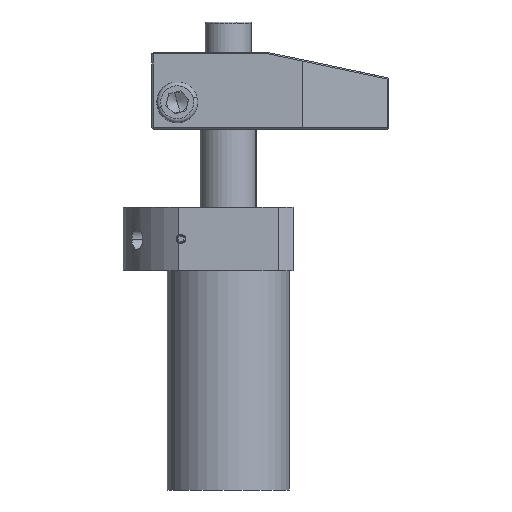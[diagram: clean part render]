
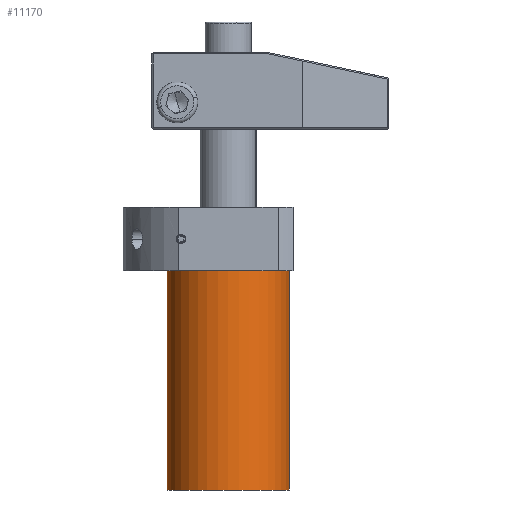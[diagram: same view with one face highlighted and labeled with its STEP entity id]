
A CAD part, front view. The second image highlights one B-rep face of the part: STEP entity #11170.
In plain terms, the highlighted cylindrical face has radius 24 mm (diameter 48 mm), a partial arc.
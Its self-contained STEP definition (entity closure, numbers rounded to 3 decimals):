
#78 = AXIS2_PLACEMENT_3D ( 'NONE', #14670, #16364, #9510 ) ;
#1326 = AXIS2_PLACEMENT_3D ( 'NONE', #19916, #9656, #21611 ) ;
#2226 = VERTEX_POINT ( 'NONE', #3860 ) ;
#2707 = ORIENTED_EDGE ( 'NONE', *, *, #21410, .F. ) ;
#2708 = ORIENTED_EDGE ( 'NONE', *, *, #20978, .T. ) ;
#3241 = AXIS2_PLACEMENT_3D ( 'NONE', #18677, #8360, #20376 ) ;
#3860 = CARTESIAN_POINT ( 'NONE',  ( -24., 0., 85.9 ) ) ;
#3900 = VECTOR ( 'NONE', #14508, 1000. ) ;
#7857 = ORIENTED_EDGE ( 'NONE', *, *, #11225, .F. ) ;
#8360 = DIRECTION ( 'NONE',  ( 0., 0., -1. ) ) ;
#8515 = FACE_OUTER_BOUND ( 'NONE', #16025, .T. ) ;
#8637 = CIRCLE ( 'NONE', #3241, 24. ) ;
#8909 = EDGE_CURVE ( 'NONE', #10982, #18223, #17657, .T. ) ;
#9510 = DIRECTION ( 'NONE',  ( 1., 0., 0. ) ) ;
#9624 = VERTEX_POINT ( 'NONE', #12301 ) ;
#9656 = DIRECTION ( 'NONE',  ( 0., 0., -1. ) ) ;
#10982 = VERTEX_POINT ( 'NONE', #14154 ) ;
#11170 = ADVANCED_FACE ( 'NONE', ( #8515 ), #14517, .T. ) ;
#11225 = EDGE_CURVE ( 'NONE', #10982, #9624, #17956, .T. ) ;
#12301 = CARTESIAN_POINT ( 'NONE',  ( -24., 0., 0. ) ) ;
#12870 = CARTESIAN_POINT ( 'NONE',  ( -24., 0., 0. ) ) ;
#14058 = CARTESIAN_POINT ( 'NONE',  ( 24., 0., 0. ) ) ;
#14154 = CARTESIAN_POINT ( 'NONE',  ( 24., 0., 0. ) ) ;
#14508 = DIRECTION ( 'NONE',  ( 0., 0., 1. ) ) ;
#14517 = CYLINDRICAL_SURFACE ( 'NONE', #78, 24. ) ;
#14670 = CARTESIAN_POINT ( 'NONE',  ( 0., 0., 0. ) ) ;
#15985 = ORIENTED_EDGE ( 'NONE', *, *, #8909, .T. ) ;
#16025 = EDGE_LOOP ( 'NONE', ( #2707, #7857, #15985, #2708 ) ) ;
#16364 = DIRECTION ( 'NONE',  ( 0., 0., 1. ) ) ;
#17657 = LINE ( 'NONE', #14058, #18185 ) ;
#17956 = CIRCLE ( 'NONE', #1326, 24. ) ;
#18185 = VECTOR ( 'NONE', #19170, 1000. ) ;
#18223 = VERTEX_POINT ( 'NONE', #20169 ) ;
#18677 = CARTESIAN_POINT ( 'NONE',  ( 0., 0., 85.9 ) ) ;
#18962 = LINE ( 'NONE', #12870, #3900 ) ;
#19170 = DIRECTION ( 'NONE',  ( 0., 0., 1. ) ) ;
#19916 = CARTESIAN_POINT ( 'NONE',  ( 0., 0., 0. ) ) ;
#20169 = CARTESIAN_POINT ( 'NONE',  ( 24., 0., 85.9 ) ) ;
#20376 = DIRECTION ( 'NONE',  ( 1., 0., 0. ) ) ;
#20978 = EDGE_CURVE ( 'NONE', #18223, #2226, #8637, .T. ) ;
#21410 = EDGE_CURVE ( 'NONE', #9624, #2226, #18962, .T. ) ;
#21611 = DIRECTION ( 'NONE',  ( -1., 0., 0. ) ) ;
